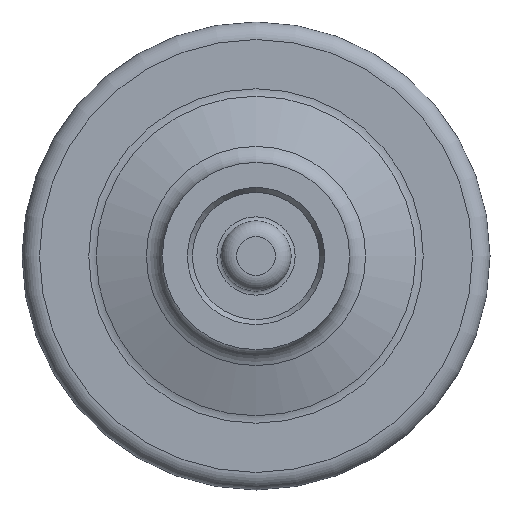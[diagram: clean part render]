
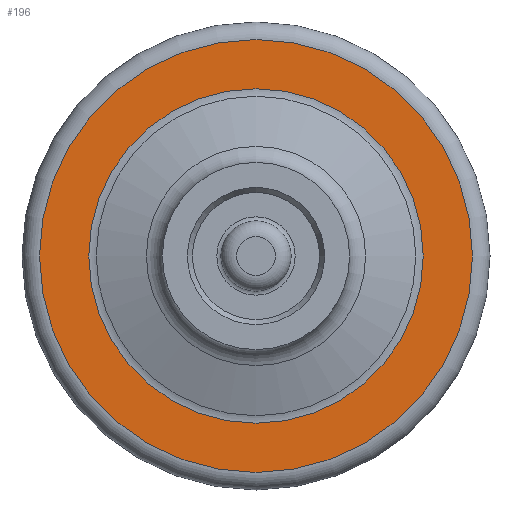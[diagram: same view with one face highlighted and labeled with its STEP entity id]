
A CAD part, left-side view. The second image highlights one B-rep face of the part: STEP entity #196.
In plain terms, the highlighted planar face has unit normal (-1, 0, 0).
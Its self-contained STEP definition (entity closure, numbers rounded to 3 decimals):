
#21=PLANE('',#227);
#35=FACE_BOUND('',#80,.T.);
#53=FACE_OUTER_BOUND('',#79,.T.);
#79=EDGE_LOOP('',(#164));
#80=EDGE_LOOP('',(#165));
#105=CIRCLE('',#226,18.5);
#106=CIRCLE('',#228,14.29);
#122=VERTEX_POINT('',#344);
#123=VERTEX_POINT('',#347);
#139=EDGE_CURVE('',#122,#122,#105,.T.);
#140=EDGE_CURVE('',#123,#123,#106,.T.);
#164=ORIENTED_EDGE('',*,*,#139,.F.);
#165=ORIENTED_EDGE('',*,*,#140,.F.);
#196=ADVANCED_FACE('',(#53,#35),#21,.T.);
#226=AXIS2_PLACEMENT_3D('',#345,#283,#284);
#227=AXIS2_PLACEMENT_3D('',#346,#285,#286);
#228=AXIS2_PLACEMENT_3D('',#348,#287,#288);
#283=DIRECTION('center_axis',(1.,0.,0.));
#284=DIRECTION('ref_axis',(0.,0.,1.));
#285=DIRECTION('center_axis',(-1.,0.,0.));
#286=DIRECTION('ref_axis',(0.,0.,1.));
#287=DIRECTION('center_axis',(-1.,0.,0.));
#288=DIRECTION('ref_axis',(0.,0.,1.));
#344=CARTESIAN_POINT('',(28.,-3.,-18.5));
#345=CARTESIAN_POINT('Origin',(28.,-3.,0.));
#346=CARTESIAN_POINT('Origin',(28.,-3.,-20.));
#347=CARTESIAN_POINT('',(28.,-3.,-14.29));
#348=CARTESIAN_POINT('Origin',(28.,-3.,0.));
